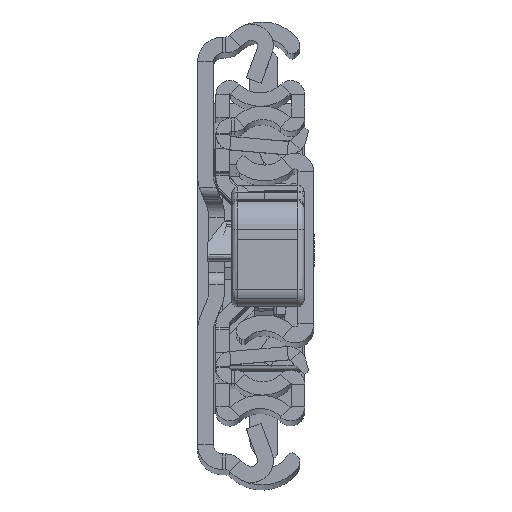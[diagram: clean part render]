
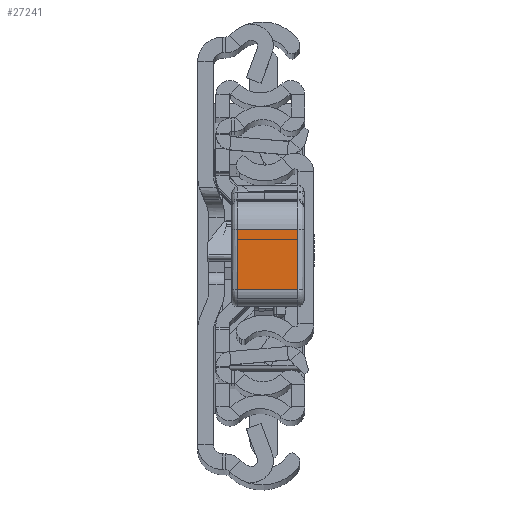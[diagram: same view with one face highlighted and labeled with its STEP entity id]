
A CAD part, top view. The second image highlights one B-rep face of the part: STEP entity #27241.
In plain terms, the highlighted face is planar.
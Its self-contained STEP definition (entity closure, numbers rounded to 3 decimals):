
#27 = VERTEX_POINT ( 'NONE', #20255 ) ;
#1090 = CARTESIAN_POINT ( 'NONE',  ( 39.818, -2.465, 11. ) ) ;
#4889 = ORIENTED_EDGE ( 'NONE', *, *, #25518, .T. ) ;
#5719 = ORIENTED_EDGE ( 'NONE', *, *, #32514, .T. ) ;
#6079 = DIRECTION ( 'NONE',  ( -0.027, -1., 0. ) ) ;
#8813 = EDGE_LOOP ( 'NONE', ( #4889, #5719, #16432, #14866 ) ) ;
#10565 = CARTESIAN_POINT ( 'NONE',  ( 39.818, -2.465, 0. ) ) ;
#13344 = DIRECTION ( 'NONE',  ( -1., 0.027, 0. ) ) ;
#14268 = DIRECTION ( 'NONE',  ( 0., 0., 1. ) ) ;
#14710 = CARTESIAN_POINT ( 'NONE',  ( 39.55, -12.274, 10. ) ) ;
#14866 = ORIENTED_EDGE ( 'NONE', *, *, #26200, .T. ) ;
#15251 = VECTOR ( 'NONE', #32209, 1000. ) ;
#15353 = VERTEX_POINT ( 'NONE', #21189 ) ;
#16096 = VECTOR ( 'NONE', #14268, 1000. ) ;
#16432 = ORIENTED_EDGE ( 'NONE', *, *, #18098, .T. ) ;
#17095 = VERTEX_POINT ( 'NONE', #10565 ) ;
#18098 = EDGE_CURVE ( 'NONE', #17095, #29847, #27625, .T. ) ;
#18750 = CARTESIAN_POINT ( 'NONE',  ( 39.55, -12.274, 11. ) ) ;
#20255 = CARTESIAN_POINT ( 'NONE',  ( 39.55, -12.274, 0. ) ) ;
#21189 = CARTESIAN_POINT ( 'NONE',  ( 39.55, -12.274, 10. ) ) ;
#21808 = VECTOR ( 'NONE', #6079, 1000. ) ;
#22607 = LINE ( 'NONE', #14710, #21808 ) ;
#23532 = DIRECTION ( 'NONE',  ( 0., 0., -1. ) ) ;
#24232 = DIRECTION ( 'NONE',  ( -0.027, -1., 0. ) ) ;
#24411 = PLANE ( 'NONE',  #32478 ) ;
#25518 = EDGE_CURVE ( 'NONE', #15353, #27, #32134, .T. ) ;
#26200 = EDGE_CURVE ( 'NONE', #29847, #15353, #22607, .T. ) ;
#26722 = CARTESIAN_POINT ( 'NONE',  ( 39.55, -12.274, 11. ) ) ;
#26942 = LINE ( 'NONE', #29393, #15251 ) ;
#27241 = ADVANCED_FACE ( 'NONE', ( #32162 ), #24411, .F. ) ;
#27625 = LINE ( 'NONE', #1090, #16096 ) ;
#28116 = CARTESIAN_POINT ( 'NONE',  ( 39.818, -2.465, 10. ) ) ;
#29393 = CARTESIAN_POINT ( 'NONE',  ( 39.55, -12.274, 0. ) ) ;
#29847 = VERTEX_POINT ( 'NONE', #28116 ) ;
#31329 = VECTOR ( 'NONE', #23532, 1000. ) ;
#32134 = LINE ( 'NONE', #18750, #31329 ) ;
#32162 = FACE_OUTER_BOUND ( 'NONE', #8813, .T. ) ;
#32209 = DIRECTION ( 'NONE',  ( 0.027, 1., 0. ) ) ;
#32478 = AXIS2_PLACEMENT_3D ( 'NONE', #26722, #13344, #24232 ) ;
#32514 = EDGE_CURVE ( 'NONE', #27, #17095, #26942, .T. ) ;
